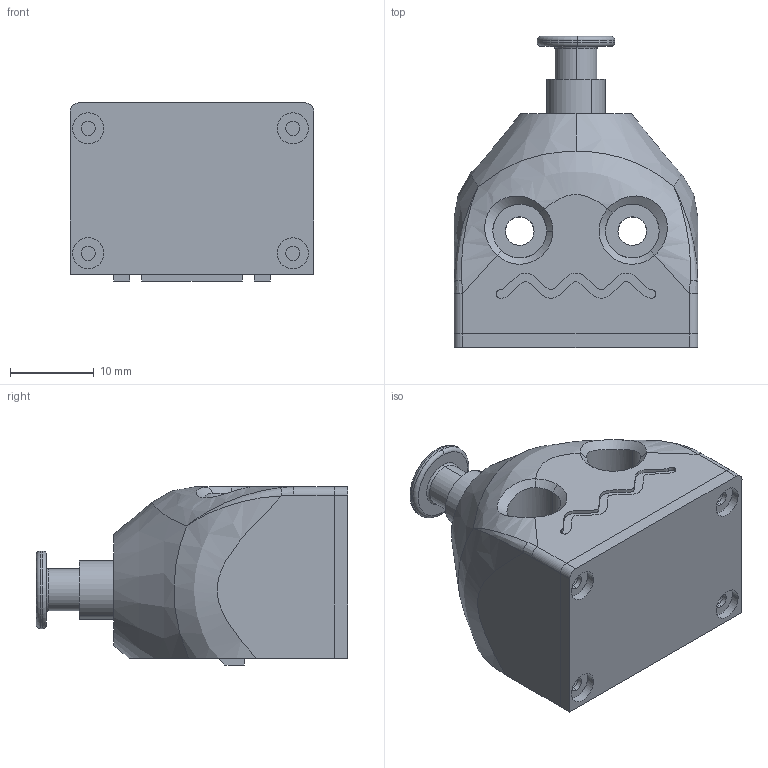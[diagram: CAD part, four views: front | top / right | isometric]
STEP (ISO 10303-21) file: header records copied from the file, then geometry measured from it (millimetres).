
FILE_DESCRIPTION (( 'STEP AP214' ), '1' );
FILE_NAME ('z_nozzle_endstop_3.STEP', '2021-08-06T03:26:30', ( '' ), ( '' ), 'SwSTEP 2.0', 'SolidWorks 2021', '' );
FILE_SCHEMA (( 'AUTOMOTIVE_DESIGN' ));
Length unit declared in the file: millimetre
Products named in the file (6): nozzle endswitch_body; m4x6 SHCS^z_nozzle_endstop_3; screw post 4mmx5mmx20mm^z_nozzle_endstop_3; nozzle_endswitch_body_cover^z_nozzle_endstop_3; z_nozzle_endstop_3; bushing 5mmx7mmx8^z_nozzle_endstop_3
Assembly tree (6 placements, depth 2):
  z_nozzle_endstop_3
    nozzle endswitch_body
    bushing 5mmx7mmx8^z_nozzle_endstop_3  x2
    screw post 4mmx5mmx20mm^z_nozzle_endstop_3
    m4x6 SHCS^z_nozzle_endstop_3
    nozzle_endswitch_body_cover^z_nozzle_endstop_3
Bounding box: 29 x 37.05 x 21.2 mm (x, y, z)
Volume: 11373.1 mm3; surface area: 7465.2 mm2
Topology: 6 solids, 6 shells, 222 faces, 548 edges, 355 vertices
Faces by surface type: plane 115, cylinder 79, bspline 11, cone 9, torus 8
Entity records: 8522 total; most frequent: CARTESIAN_POINT 3099, DIRECTION 1094, ORIENTED_EDGE 1068, EDGE_CURVE 534, AXIS2_PLACEMENT_3D 399, VERTEX_POINT 347, VECTOR 296, LINE 296
